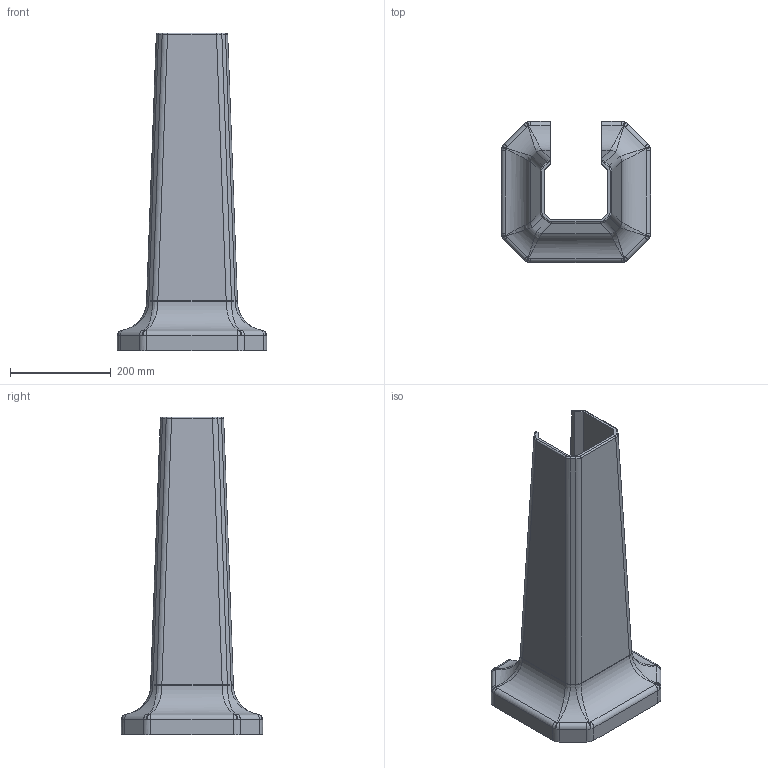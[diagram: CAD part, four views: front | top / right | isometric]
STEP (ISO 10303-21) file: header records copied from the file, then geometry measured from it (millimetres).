
FILE_DESCRIPTION((''),'2;1');
FILE_NAME('85790.stp','2008-01-03T13:05:12',('Huebner'),(''),'Autodesk Inventor 11','Autodesk Inventor 11','');
FILE_SCHEMA(('AUTOMOTIVE_DESIGN { 1 0 10303 214 1 1 1 1 }'));
Length unit declared in the file: millimetre
Products named in the file (2): 85790; 085790
Assembly tree (1 placements, depth 2):
  85790
    085790
Bounding box: 296 x 280 x 630 mm (x, y, z)
Volume: 7379221.6 mm3; surface area: 647358.8 mm2
Topology: 1 solids, 1 shells, 127 faces, 313 edges, 188 vertices
Faces by surface type: cylinder 49, bspline 40, plane 38
Entity records: 5430 total; most frequent: CARTESIAN_POINT 2549, ORIENTED_EDGE 626, DIRECTION 543, EDGE_CURVE 313, AXIS2_PLACEMENT_3D 198, VERTEX_POINT 188, VECTOR 147, LINE 147
